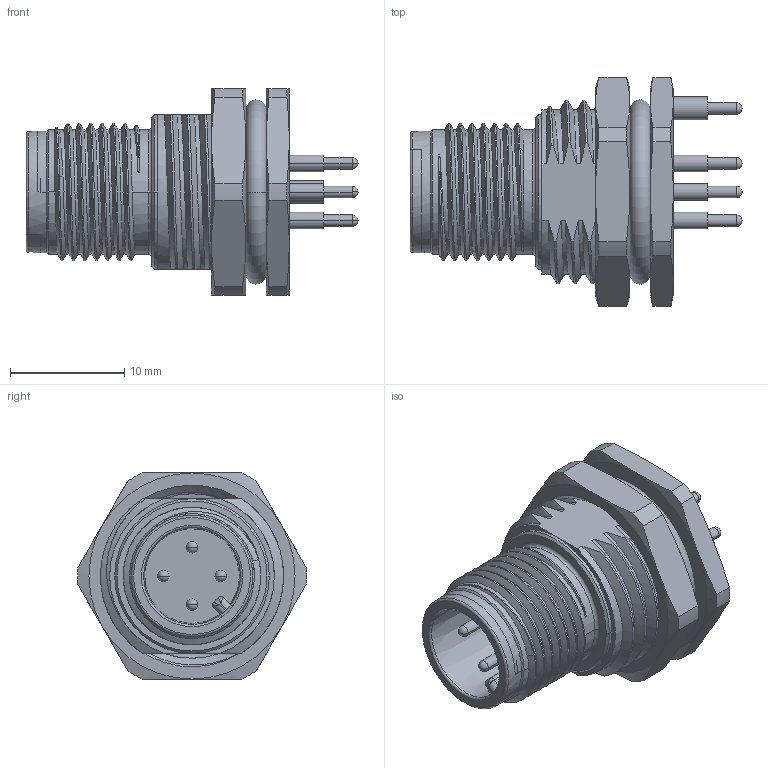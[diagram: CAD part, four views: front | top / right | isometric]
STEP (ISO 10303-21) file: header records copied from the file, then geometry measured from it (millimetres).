
FILE_DESCRIPTION((''),'2;1');
FILE_NAME('005-ACODE-05P-MALE-PCB-FRONT_AS','2020-04-26T',('Administrator'),(''),'CREO PARAMETRIC BY PTC INC, 2014350','CREO PARAMETRIC BY PTC INC, 2014350','');
FILE_SCHEMA(('CONFIG_CONTROL_DESIGN'));
Length unit declared in the file: millimetre
Products named in the file (1): 005-ACODE-05P-MALE-PCB-FRONT_AS
Bounding box: 29 x 20 x 18 mm (x, y, z)
Volume: 3163.6 mm3; surface area: 3651 mm2
Topology: 1 solids, 5 shells, 496 faces, 1370 edges, 889 vertices
Faces by surface type: extrusion 164, plane 128, cylinder 97, bspline 38, cone 35, sphere 18, torus 16
Entity records: 21837 total; most frequent: CARTESIAN_POINT 10197, ORIENTED_EDGE 2704, DIRECTION 1799, EDGE_CURVE 1352, VERTEX_POINT 889, VECTOR 725, B_SPLINE_CURVE_WITH_KNOTS 712, LINE 561
